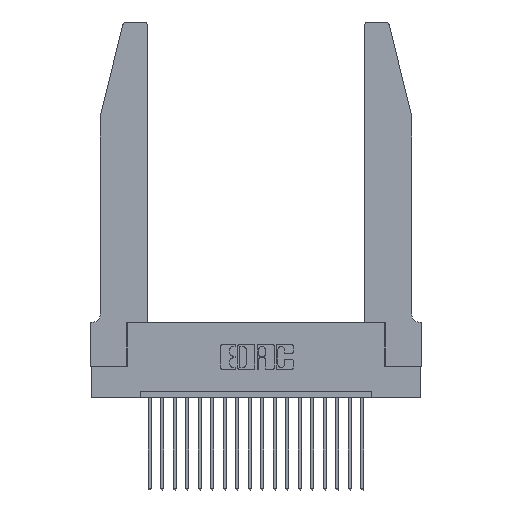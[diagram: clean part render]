
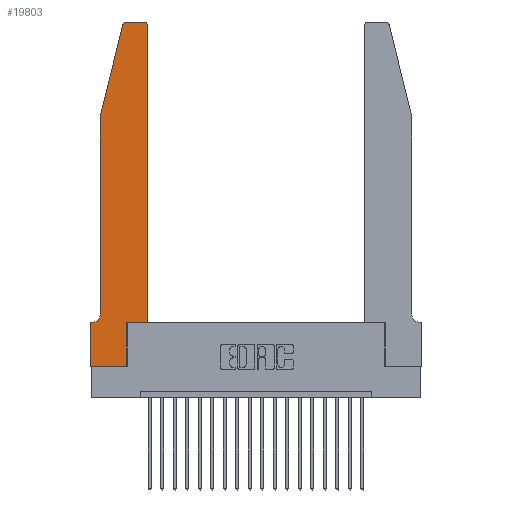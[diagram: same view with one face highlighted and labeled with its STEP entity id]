
A CAD part, top view. The second image highlights one B-rep face of the part: STEP entity #19803.
In plain terms, the highlighted planar face has unit normal (0, 0, 1).
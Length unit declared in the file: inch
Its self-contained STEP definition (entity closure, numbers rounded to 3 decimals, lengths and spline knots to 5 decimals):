
#30 = VERTEX_POINT ( 'NONE', #13813 ) ;
#132 = CARTESIAN_POINT ( 'NONE',  ( 0.4505, 0.35, 0.37 ) ) ;
#302 = VERTEX_POINT ( 'NONE', #11431 ) ;
#304 = DIRECTION ( 'NONE',  ( -0.239, -0.971, 0. ) ) ;
#434 = VECTOR ( 'NONE', #15373, 39.37008 ) ;
#470 = CARTESIAN_POINT ( 'NONE',  ( 0., 0., 0.37 ) ) ;
#507 = DIRECTION ( 'NONE',  ( 1., 0., 0. ) ) ;
#554 = VERTEX_POINT ( 'NONE', #11592 ) ;
#760 = LINE ( 'NONE', #4634, #8797 ) ;
#896 = DIRECTION ( 'NONE',  ( -1., 0., 0. ) ) ;
#965 = LINE ( 'NONE', #17054, #434 ) ;
#1134 = AXIS2_PLACEMENT_3D ( 'NONE', #4364, #4224, #896 ) ;
#1600 = ORIENTED_EDGE ( 'NONE', *, *, #20667, .T. ) ;
#1724 = EDGE_CURVE ( 'NONE', #15539, #8257, #15393, .T. ) ;
#2153 = CARTESIAN_POINT ( 'NONE',  ( 0.4505, 2.72, 0.37 ) ) ;
#2162 = DIRECTION ( 'NONE',  ( 0., 1., 0. ) ) ;
#2242 = PLANE ( 'NONE',  #12840 ) ;
#2396 = LINE ( 'NONE', #10234, #11575 ) ;
#2548 = VERTEX_POINT ( 'NONE', #132 ) ;
#2652 = VERTEX_POINT ( 'NONE', #2153 ) ;
#2926 = LINE ( 'NONE', #9860, #10722 ) ;
#2995 = ORIENTED_EDGE ( 'NONE', *, *, #14087, .T. ) ;
#3073 = VERTEX_POINT ( 'NONE', #3830 ) ;
#3226 = CARTESIAN_POINT ( 'NONE',  ( 0.4205, 2.72, 0.37 ) ) ;
#3596 = EDGE_CURVE ( 'NONE', #12101, #11271, #16687, .T. ) ;
#3718 = ORIENTED_EDGE ( 'NONE', *, *, #11268, .T. ) ;
#3830 = CARTESIAN_POINT ( 'NONE',  ( 0.0755, 2., 0.37 ) ) ;
#3840 = EDGE_LOOP ( 'NONE', ( #16950, #1600, #5658, #9054, #12567, #14535, #14307, #3718, #20574, #2995, #16808, #7125 ) ) ;
#3962 = DIRECTION ( 'NONE',  ( 0., -1., 0. ) ) ;
#4224 = DIRECTION ( 'NONE',  ( 0., 0., -1. ) ) ;
#4364 = CARTESIAN_POINT ( 'NONE',  ( 0.0055, 0.42, 0.37 ) ) ;
#4393 = DIRECTION ( 'NONE',  ( 0., 0., 1. ) ) ;
#4564 = CIRCLE ( 'NONE', #1134, 0.07 ) ;
#4634 = CARTESIAN_POINT ( 'NONE',  ( 0.2605, 2.75, 0.37 ) ) ;
#4640 = CARTESIAN_POINT ( 'NONE',  ( 0., 0.35, 0.37 ) ) ;
#5102 = DIRECTION ( 'NONE',  ( 1., 0., 0. ) ) ;
#5377 = CARTESIAN_POINT ( 'NONE',  ( 0., 0.35, 0.37 ) ) ;
#5613 = VERTEX_POINT ( 'NONE', #11245 ) ;
#5658 = ORIENTED_EDGE ( 'NONE', *, *, #10583, .T. ) ;
#6159 = FACE_OUTER_BOUND ( 'NONE', #3840, .T. ) ;
#6195 = EDGE_CURVE ( 'NONE', #5613, #554, #760, .T. ) ;
#7023 = EDGE_CURVE ( 'NONE', #2652, #5613, #10828, .T. ) ;
#7125 = ORIENTED_EDGE ( 'NONE', *, *, #7023, .T. ) ;
#7461 = DIRECTION ( 'NONE',  ( 1., 0., 0. ) ) ;
#7897 = EDGE_CURVE ( 'NONE', #30, #19791, #4564, .T. ) ;
#7930 = CIRCLE ( 'NONE', #19419, 0.03 ) ;
#8257 = VERTEX_POINT ( 'NONE', #12421 ) ;
#8580 = VECTOR ( 'NONE', #19439, 39.37008 ) ;
#8623 = LINE ( 'NONE', #13403, #11223 ) ;
#8629 = AXIS2_PLACEMENT_3D ( 'NONE', #3226, #14920, #5102 ) ;
#8797 = VECTOR ( 'NONE', #11031, 39.37008 ) ;
#8799 = CARTESIAN_POINT ( 'NONE',  ( 0.0055, 0.35, 0.37 ) ) ;
#9054 = ORIENTED_EDGE ( 'NONE', *, *, #9991, .T. ) ;
#9434 = EDGE_CURVE ( 'NONE', #2548, #2652, #2396, .T. ) ;
#9860 = CARTESIAN_POINT ( 'NONE',  ( 0.0755, 2., 0.37 ) ) ;
#9991 = EDGE_CURVE ( 'NONE', #3073, #30, #2926, .T. ) ;
#10234 = CARTESIAN_POINT ( 'NONE',  ( 0.4505, 0.35, 0.37 ) ) ;
#10583 = EDGE_CURVE ( 'NONE', #302, #3073, #8623, .T. ) ;
#10722 = VECTOR ( 'NONE', #14864, 39.37008 ) ;
#10828 = CIRCLE ( 'NONE', #8629, 0.03 ) ;
#11031 = DIRECTION ( 'NONE',  ( -1., 0., 0. ) ) ;
#11223 = VECTOR ( 'NONE', #304, 39.37008 ) ;
#11245 = CARTESIAN_POINT ( 'NONE',  ( 0.4205, 2.75, 0.37 ) ) ;
#11268 = EDGE_CURVE ( 'NONE', #8257, #12101, #17678, .T. ) ;
#11271 = VERTEX_POINT ( 'NONE', #18754 ) ;
#11431 = CARTESIAN_POINT ( 'NONE',  ( 0.25487, 2.72718, 0.37 ) ) ;
#11575 = VECTOR ( 'NONE', #13052, 39.37008 ) ;
#11592 = CARTESIAN_POINT ( 'NONE',  ( 0.284, 2.75, 0.37 ) ) ;
#11667 = EDGE_CURVE ( 'NONE', #19791, #15539, #14276, .T. ) ;
#12101 = VERTEX_POINT ( 'NONE', #14168 ) ;
#12421 = CARTESIAN_POINT ( 'NONE',  ( 0., 0., 0.37 ) ) ;
#12567 = ORIENTED_EDGE ( 'NONE', *, *, #7897, .T. ) ;
#12840 = AXIS2_PLACEMENT_3D ( 'NONE', #5377, #16985, #507 ) ;
#13052 = DIRECTION ( 'NONE',  ( 0., 1., 0. ) ) ;
#13275 = VECTOR ( 'NONE', #2162, 39.37008 ) ;
#13403 = CARTESIAN_POINT ( 'NONE',  ( 0.0755, 2., 0.37 ) ) ;
#13546 = VECTOR ( 'NONE', #3962, 39.37008 ) ;
#13813 = CARTESIAN_POINT ( 'NONE',  ( 0.0755, 0.42, 0.37 ) ) ;
#14087 = EDGE_CURVE ( 'NONE', #11271, #2548, #965, .T. ) ;
#14168 = CARTESIAN_POINT ( 'NONE',  ( 0.2865, 0., 0.37 ) ) ;
#14276 = LINE ( 'NONE', #21190, #8580 ) ;
#14307 = ORIENTED_EDGE ( 'NONE', *, *, #1724, .T. ) ;
#14535 = ORIENTED_EDGE ( 'NONE', *, *, #11667, .T. ) ;
#14864 = DIRECTION ( 'NONE',  ( 0., -1., 0. ) ) ;
#14920 = DIRECTION ( 'NONE',  ( 0., 0., 1. ) ) ;
#15373 = DIRECTION ( 'NONE',  ( 1., 0., 0. ) ) ;
#15393 = LINE ( 'NONE', #470, #13546 ) ;
#15539 = VERTEX_POINT ( 'NONE', #4640 ) ;
#16687 = LINE ( 'NONE', #17313, #13275 ) ;
#16808 = ORIENTED_EDGE ( 'NONE', *, *, #9434, .T. ) ;
#16950 = ORIENTED_EDGE ( 'NONE', *, *, #6195, .T. ) ;
#16985 = DIRECTION ( 'NONE',  ( 0., 0., 1. ) ) ;
#17054 = CARTESIAN_POINT ( 'NONE',  ( 0.4505, 0.35, 0.37 ) ) ;
#17313 = CARTESIAN_POINT ( 'NONE',  ( 0.2865, 0.35, 0.37 ) ) ;
#17678 = LINE ( 'NONE', #18678, #21067 ) ;
#18618 = DIRECTION ( 'NONE',  ( 1., 0., 0. ) ) ;
#18678 = CARTESIAN_POINT ( 'NONE',  ( 0., 0., 0.37 ) ) ;
#18754 = CARTESIAN_POINT ( 'NONE',  ( 0.2865, 0.35, 0.37 ) ) ;
#19286 = CARTESIAN_POINT ( 'NONE',  ( 0.284, 2.72, 0.37 ) ) ;
#19419 = AXIS2_PLACEMENT_3D ( 'NONE', #19286, #4393, #7461 ) ;
#19439 = DIRECTION ( 'NONE',  ( -1., 0., 0. ) ) ;
#19791 = VERTEX_POINT ( 'NONE', #8799 ) ;
#19803 = ADVANCED_FACE ( 'NONE', ( #6159 ), #2242, .T. ) ;
#20574 = ORIENTED_EDGE ( 'NONE', *, *, #3596, .T. ) ;
#20667 = EDGE_CURVE ( 'NONE', #554, #302, #7930, .T. ) ;
#21067 = VECTOR ( 'NONE', #18618, 39.37008 ) ;
#21190 = CARTESIAN_POINT ( 'NONE',  ( 0.0755, 0.35, 0.37 ) ) ;
